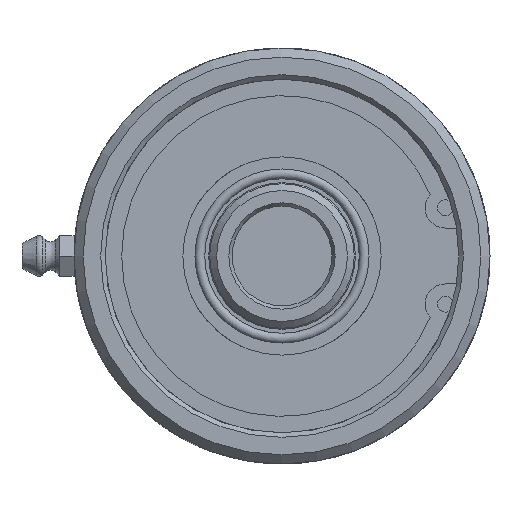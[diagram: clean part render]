
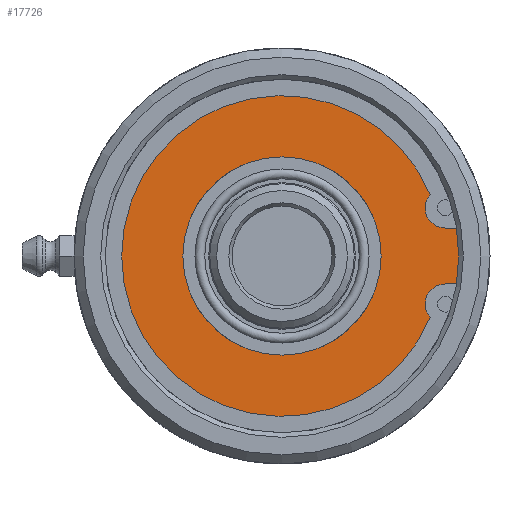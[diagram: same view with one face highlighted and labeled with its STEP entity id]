
A CAD part, left-side view. The second image highlights one B-rep face of the part: STEP entity #17726.
In plain terms, the highlighted planar face has unit normal (-1, 0, 0).
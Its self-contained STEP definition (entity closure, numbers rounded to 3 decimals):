
#209=FACE_BOUND('',#3461,.T.);
#570=CIRCLE('',#18565,3.556);
#572=CIRCLE('',#18568,28.142);
#574=CIRCLE('',#18571,3.556);
#581=CIRCLE('',#18583,33.45);
#582=CIRCLE('',#18586,17.4);
#583=CIRCLE('',#18587,17.4);
#1508=PLANE('',#18585);
#2400=FACE_OUTER_BOUND('',#3460,.T.);
#3460=EDGE_LOOP('',(#15861,#15862,#15863,#15864,#15865,#15866));
#3461=EDGE_LOOP('',(#15867,#15868));
#5662=LINE('',#50821,#6684);
#5667=LINE('',#50835,#6689);
#6684=VECTOR('',#21183,10.);
#6689=VECTOR('',#21190,10.);
#8309=VERTEX_POINT('',#50818);
#8310=VERTEX_POINT('',#50820);
#8314=VERTEX_POINT('',#50832);
#8315=VERTEX_POINT('',#50834);
#8316=VERTEX_POINT('',#50838);
#8318=VERTEX_POINT('',#50844);
#8321=VERTEX_POINT('',#50866);
#8322=VERTEX_POINT('',#50867);
#10854=EDGE_CURVE('',#8310,#8309,#5662,.T.);
#10860=EDGE_CURVE('',#8315,#8314,#5667,.T.);
#10862=EDGE_CURVE('',#8314,#8316,#570,.T.);
#10865=EDGE_CURVE('',#8316,#8318,#572,.T.);
#10868=EDGE_CURVE('',#8318,#8310,#574,.T.);
#10875=EDGE_CURVE('',#8309,#8315,#581,.T.);
#10876=EDGE_CURVE('',#8321,#8322,#582,.T.);
#10877=EDGE_CURVE('',#8322,#8321,#583,.T.);
#15861=ORIENTED_EDGE('',*,*,#10860,.T.);
#15862=ORIENTED_EDGE('',*,*,#10862,.T.);
#15863=ORIENTED_EDGE('',*,*,#10865,.T.);
#15864=ORIENTED_EDGE('',*,*,#10868,.T.);
#15865=ORIENTED_EDGE('',*,*,#10854,.T.);
#15866=ORIENTED_EDGE('',*,*,#10875,.T.);
#15867=ORIENTED_EDGE('',*,*,#10876,.T.);
#15868=ORIENTED_EDGE('',*,*,#10877,.T.);
#17726=ADVANCED_FACE('',(#2400,#209),#1508,.F.);
#18565=AXIS2_PLACEMENT_3D('',#50839,#21194,#21195);
#18568=AXIS2_PLACEMENT_3D('',#50845,#21201,#21202);
#18571=AXIS2_PLACEMENT_3D('',#50850,#21208,#21209);
#18583=AXIS2_PLACEMENT_3D('',#50863,#21232,#21233);
#18585=AXIS2_PLACEMENT_3D('',#50865,#21236,#21237);
#18586=AXIS2_PLACEMENT_3D('',#50868,#21238,#21239);
#18587=AXIS2_PLACEMENT_3D('',#50869,#21240,#21241);
#21183=DIRECTION('',(0.,-1.,0.));
#21190=DIRECTION('',(0.,1.,0.));
#21194=DIRECTION('center_axis',(1.,0.,0.));
#21195=DIRECTION('ref_axis',(0.,0.754,0.657));
#21201=DIRECTION('center_axis',(-1.,0.,0.));
#21202=DIRECTION('ref_axis',(0.,0.924,-0.384));
#21208=DIRECTION('center_axis',(1.,0.,0.));
#21209=DIRECTION('ref_axis',(0.,0.,1.));
#21232=DIRECTION('center_axis',(-1.,0.,0.));
#21233=DIRECTION('ref_axis',(0.,1.,0.));
#21236=DIRECTION('center_axis',(1.,0.,0.));
#21237=DIRECTION('ref_axis',(0.,0.,-1.));
#21238=DIRECTION('center_axis',(1.,0.,0.));
#21239=DIRECTION('ref_axis',(0.,1.,0.));
#21240=DIRECTION('center_axis',(1.,0.,0.));
#21241=DIRECTION('ref_axis',(0.,1.,0.));
#50818=CARTESIAN_POINT('',(6.08,-33.089,-4.902));
#50820=CARTESIAN_POINT('',(6.08,-28.672,-4.902));
#50821=CARTESIAN_POINT('',(6.08,-8.182,-4.902));
#50832=CARTESIAN_POINT('',(6.08,-28.672,4.902));
#50834=CARTESIAN_POINT('',(6.08,-33.089,4.902));
#50835=CARTESIAN_POINT('',(6.08,-5.974,4.902));
#50838=CARTESIAN_POINT('',(6.08,-25.99,10.793));
#50839=CARTESIAN_POINT('Origin',(6.08,-28.672,8.458));
#50844=CARTESIAN_POINT('',(6.08,-25.99,-10.793));
#50845=CARTESIAN_POINT('Origin',(6.08,0.,0.));
#50850=CARTESIAN_POINT('Origin',(6.08,-28.672,-8.458));
#50863=CARTESIAN_POINT('Origin',(6.08,0.,0.));
#50865=CARTESIAN_POINT('Origin',(6.08,16.725,0.));
#50866=CARTESIAN_POINT('',(6.08,17.4,0.));
#50867=CARTESIAN_POINT('',(6.08,-17.4,0.));
#50868=CARTESIAN_POINT('Origin',(6.08,0.,
0.));
#50869=CARTESIAN_POINT('Origin',(6.08,0.,
0.));
